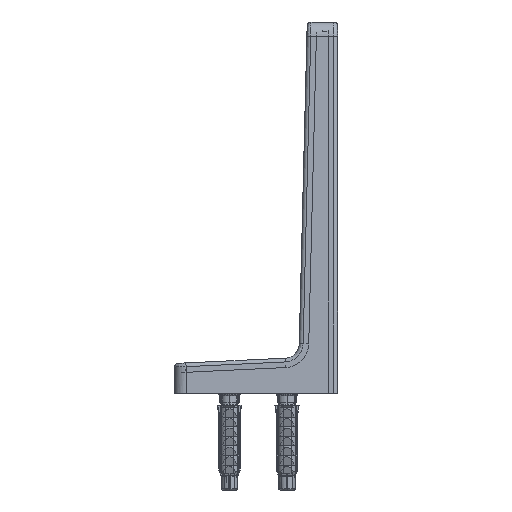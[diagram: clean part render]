
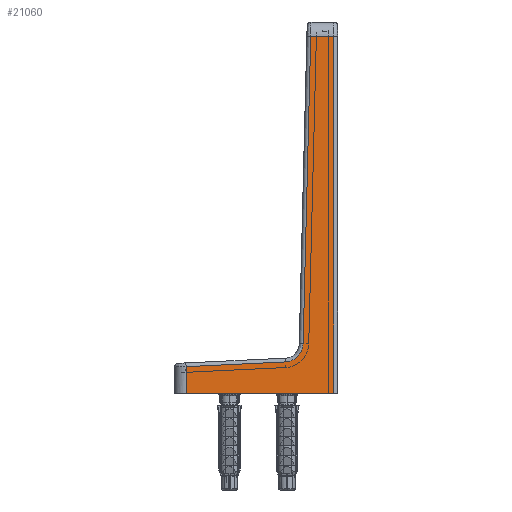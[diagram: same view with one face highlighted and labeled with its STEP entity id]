
A CAD part, front view. The second image highlights one B-rep face of the part: STEP entity #21060.
In plain terms, the highlighted face is planar.
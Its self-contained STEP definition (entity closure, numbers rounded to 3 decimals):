
#18648=CARTESIAN_POINT('',(115.174,-68.003,
-45.98));
#18664=CARTESIAN_POINT('',(-5.,-72.2,-53.7));
#18690=CARTESIAN_POINT('',(-5.,-72.2,-4.));
#18692=DIRECTION('',(0.,0.,-1.));
#18693=VECTOR('',#18692,49.7);
#18694=CARTESIAN_POINT('',(-5.,-72.2,-4.));
#18695=LINE('',#18694,#18693);
#18847=DIRECTION('',(0.999,0.035,0.));
#18848=VECTOR('',#18847,120.248);
#18849=CARTESIAN_POINT('',(-5.,-72.2,-53.7));
#18850=LINE('',#18849,#18848);
#18851=DIRECTION('',(-0.999,-0.035,0.));
#18852=VECTOR('',#18851,8.94);
#18853=CARTESIAN_POINT('',(3.934,-71.888,
-4.));
#18854=LINE('',#18853,#18852);
#18855=DIRECTION('',(0.048,0.002,-0.999));
#18856=VECTOR('',#18855,33.454);
#18857=CARTESIAN_POINT('',(3.934,-71.888,
-4.));
#18858=LINE('',#18857,#18856);
#18859=CARTESIAN_POINT('',(5.526,-71.832,
-37.416));
#18860=CARTESIAN_POINT('',(5.548,-71.832,
-37.877));
#18861=CARTESIAN_POINT('',(5.688,-71.827,
-38.77));
#18862=CARTESIAN_POINT('',(6.191,-71.809,
-40.059));
#18863=CARTESIAN_POINT('',(6.955,-71.783,
-41.201));
#18864=CARTESIAN_POINT('',(7.968,-71.747,
-42.162));
#18865=CARTESIAN_POINT('',(9.06,-71.709,
-42.828));
#18866=CARTESIAN_POINT('',(10.285,-71.666,
-43.275));
#18867=CARTESIAN_POINT('',(11.188,-71.635,
-43.403));
#18868=CARTESIAN_POINT('',(11.662,-71.618,
-43.415));
#18870=DIRECTION('',(0.999,0.035,-0.025));
#18871=VECTOR('',#18870,103.607);
#18872=CARTESIAN_POINT('',(11.662,-71.618,
-43.415));
#18873=LINE('',#18872,#18871);
#18874=DIRECTION('',(0.,0.,1.));
#18875=VECTOR('',#18874,7.72);
#18876=CARTESIAN_POINT('',(115.174,-68.003,-53.7));
#18877=LINE('',#18876,#18875);
#20166=VERTEX_POINT('',#18690);
#20215=CARTESIAN_POINT('',(115.174,-68.003,-53.7));
#20216=VERTEX_POINT('',#20215);
#20217=VERTEX_POINT('',#18664);
#20227=VERTEX_POINT('',#18648);
#20229=CARTESIAN_POINT('',(11.662,-71.618,
-43.415));
#20230=VERTEX_POINT('',#20229);
#20233=VERTEX_POINT('',#18859);
#20235=CARTESIAN_POINT('',(3.934,-71.888,
-4.));
#20236=VERTEX_POINT('',#20235);
#21043=CARTESIAN_POINT('',(120.,-67.835,-55.));
#21044=DIRECTION('',(0.035,-0.999,0.));
#21045=DIRECTION('',(-0.999,-0.035,0.));
#21046=AXIS2_PLACEMENT_3D('',#21043,#21044,#21045);
#21047=PLANE('',#21046);
#21048=ORIENTED_EDGE('',*,*,#20840,.F.);
#21049=ORIENTED_EDGE('',*,*,#20863,.F.);
#21051=ORIENTED_EDGE('',*,*,#21050,.F.);
#21052=ORIENTED_EDGE('',*,*,#21033,.T.);
#21054=ORIENTED_EDGE('',*,*,#21053,.T.);
#21056=ORIENTED_EDGE('',*,*,#21055,.T.);
#21057=ORIENTED_EDGE('',*,*,#20812,.F.);
#21058=EDGE_LOOP('',(#21048,#21049,#21051,#21052,#21054,#21056,#21057));
#21059=FACE_OUTER_BOUND('',#21058,.F.);
#21060=ADVANCED_FACE('',(#21059),#21047,.T.);
#18869=B_SPLINE_CURVE_WITH_KNOTS('',3,(#18859,#18860,#18861,#18862,#18863,
#18864,#18865,#18866,#18867,#18868),.UNSPECIFIED.,.F.,.F.,(4,1,1,1,1,1,1,4),(
0.,0.143,0.286,0.429,0.571,
0.714,0.857,1.),.UNSPECIFIED.);
#20812=EDGE_CURVE('',#20216,#20227,#18877,.T.);
#20840=EDGE_CURVE('',#20217,#20216,#18850,.T.);
#20863=EDGE_CURVE('',#20166,#20217,#18695,.T.);
#21033=EDGE_CURVE('',#20236,#20233,#18858,.T.);
#21050=EDGE_CURVE('',#20236,#20166,#18854,.T.);
#21053=EDGE_CURVE('',#20233,#20230,#18869,.T.);
#21055=EDGE_CURVE('',#20230,#20227,#18873,.T.);
